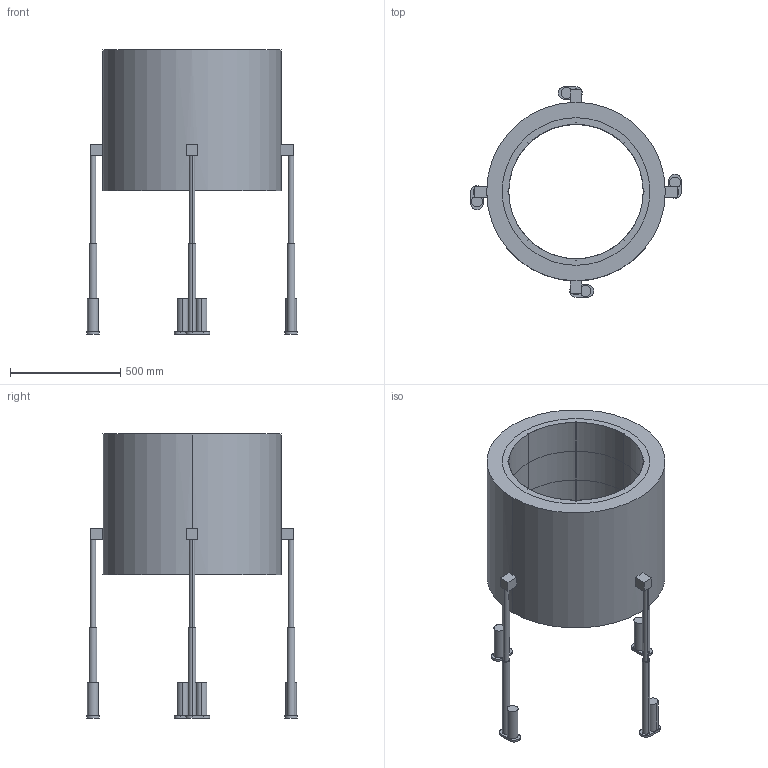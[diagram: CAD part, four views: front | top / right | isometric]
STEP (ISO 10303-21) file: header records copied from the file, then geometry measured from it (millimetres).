
FILE_DESCRIPTION (( 'STEP AP203' ), '1' );
FILE_NAME ('×°ÅäÌå11.STEP', '2022-10-13T06:32:08', ( 'USER-' ), ( 'MS' ), 'SwSTEP 2.0', 'SolidWorks 2016', '' );
FILE_SCHEMA (( 'CONFIG_CONTROL_DESIGN' ));
Length unit declared in the file: millimetre
Products named in the file (3): 錨璃11; 蚾饜极11; 錨璃12
Assembly tree (5 placements, depth 2):
  蚾饜极11
    錨璃11  x4
    錨璃12
Bounding box: 957.28 x 957.28 x 1290 mm (x, y, z)
Volume: 185925964.9 mm3; surface area: 6938953.7 mm2
Topology: 6 solids, 6 shells, 231 faces, 619 edges, 410 vertices
Faces by surface type: plane 151, cylinder 80
Entity records: 4146 total; most frequent: DIRECTION 691, CARTESIAN_POINT 650, ORIENTED_EDGE 626, EDGE_CURVE 313, AXIS2_PLACEMENT_3D 247, VERTEX_POINT 206, LINE 197, VECTOR 197
